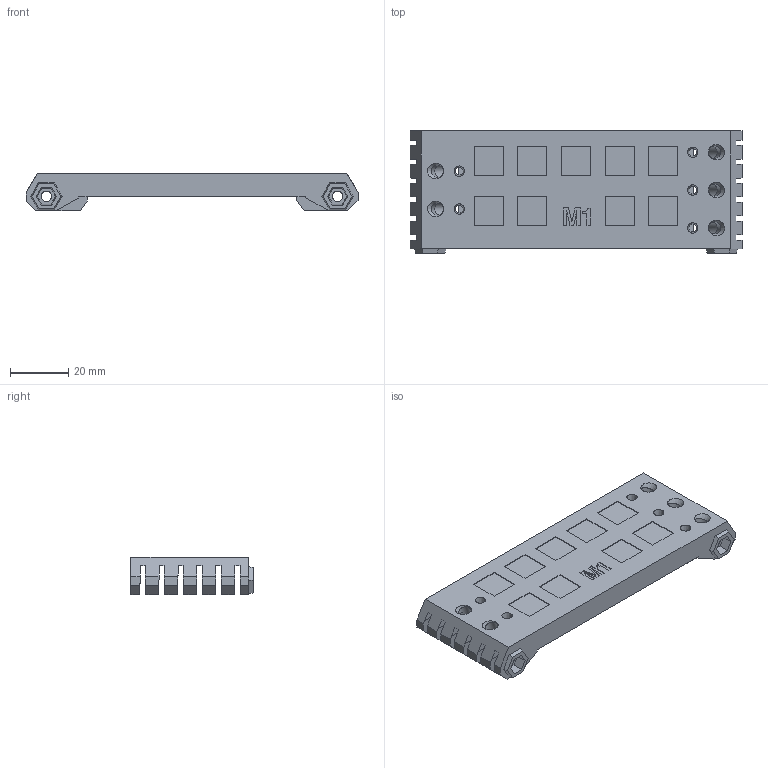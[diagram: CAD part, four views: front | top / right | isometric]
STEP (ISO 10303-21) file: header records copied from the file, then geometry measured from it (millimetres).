
FILE_DESCRIPTION(/* description */ (''),/* implementation_level */ '2;1');
FILE_NAME(/* name */ 's-buffer-spool.step',/* time_stamp */ '2019-04-04T00:47:32+02:00',/* author */ ('emanueleX4R7V'),/* organization */ (''),/* preprocessor_version */ 'ST-DEVELOPER v17.2',/* originating_system */ 'Autodesk Translation Framework v7.6.0.251',/* authorisation */ '');
FILE_SCHEMA (('AUTOMOTIVE_DESIGN { 1 0 10303 214 3 1 1 }'));
Length unit declared in the file: millimetre
Products named in the file (1): s-buffer-spool
Bounding box: 114 x 42 x 13 mm (x, y, z)
Volume: 26721.6 mm3; surface area: 20185.9 mm2
Topology: 1 solids, 1 shells, 335 faces, 965 edges, 644 vertices
Faces by surface type: plane 284, cylinder 41, cone 10
Full cylindrical faces by diameter (mm): 2.8 x5, 3.6 x14, 4.4 x10, 6.2 x2
Entity records: 11177 total; most frequent: CARTESIAN_POINT 2125, ORIENTED_EDGE 1930, DIRECTION 1781, EDGE_CURVE 965, LINE 781, VECTOR 781, VERTEX_POINT 644, AXIS2_PLACEMENT_3D 500
